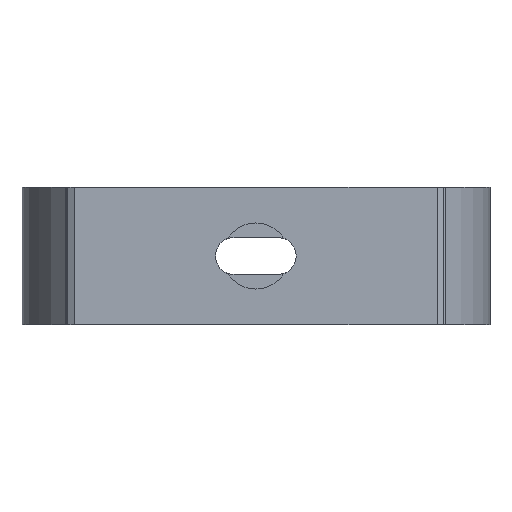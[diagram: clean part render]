
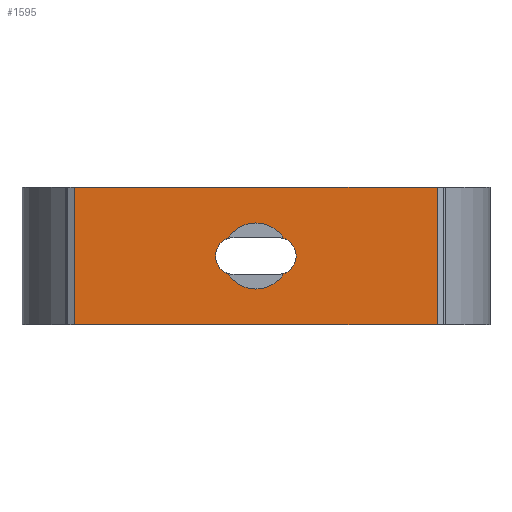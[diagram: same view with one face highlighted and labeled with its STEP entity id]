
A CAD part, front view. The second image highlights one B-rep face of the part: STEP entity #1595.
In plain terms, the highlighted planar face has unit normal (0, -1, 0).
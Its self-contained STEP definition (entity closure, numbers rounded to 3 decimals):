
#43 = DIRECTION ( 'NONE',  ( 0., 0., -1. ) ) ;
#98 = CIRCLE ( 'NONE', #1288, 4.1 ) ;
#171 = ORIENTED_EDGE ( 'NONE', *, *, #952, .T. ) ;
#179 = EDGE_LOOP ( 'NONE', ( #433, #1584, #171, #1835 ) ) ;
#220 = CARTESIAN_POINT ( 'NONE',  ( -2.659, -51., 0. ) ) ;
#247 = ORIENTED_EDGE ( 'NONE', *, *, #1830, .F. ) ;
#323 = VERTEX_POINT ( 'NONE', #1634 ) ;
#376 = CARTESIAN_POINT ( 'NONE',  ( 22.5, -51., 8.5 ) ) ;
#383 = VECTOR ( 'NONE', #1164, 1000. ) ;
#417 = DIRECTION ( 'NONE',  ( 1., 0., 0. ) ) ;
#430 = DIRECTION ( 'NONE',  ( 0., 0., -1. ) ) ;
#433 = ORIENTED_EDGE ( 'NONE', *, *, #1459, .F. ) ;
#504 = VERTEX_POINT ( 'NONE', #2470 ) ;
#541 = EDGE_LOOP ( 'NONE', ( #247, #2578, #1309, #2186, #1656 ) ) ;
#642 = EDGE_CURVE ( 'NONE', #1970, #3014, #1963, .T. ) ;
#646 = EDGE_CURVE ( 'NONE', #2597, #1124, #1061, .T. ) ;
#661 = CARTESIAN_POINT ( 'NONE',  ( -22.5, -51., -8.5 ) ) ;
#737 = VERTEX_POINT ( 'NONE', #2338 ) ;
#762 = VERTEX_POINT ( 'NONE', #1108 ) ;
#861 = VERTEX_POINT ( 'NONE', #376 ) ;
#879 = DIRECTION ( 'NONE',  ( 0., 0., -1. ) ) ;
#880 = EDGE_CURVE ( 'NONE', #737, #323, #911, .T. ) ;
#911 = CIRCLE ( 'NONE', #1342, 2.341 ) ;
#912 = PLANE ( 'NONE',  #2756 ) ;
#931 = DIRECTION ( 'NONE',  ( 0., -1., 0. ) ) ;
#952 = EDGE_CURVE ( 'NONE', #1970, #504, #2115, .T. ) ;
#1054 = VECTOR ( 'NONE', #417, 1000. ) ;
#1061 = CIRCLE ( 'NONE', #2414, 4.1 ) ;
#1069 = CARTESIAN_POINT ( 'NONE',  ( -22.5, -51., -8.5 ) ) ;
#1075 = LINE ( 'NONE', #2655, #383 ) ;
#1108 = CARTESIAN_POINT ( 'NONE',  ( 3.46, -51., 2.2 ) ) ;
#1124 = VERTEX_POINT ( 'NONE', #1714 ) ;
#1133 = VECTOR ( 'NONE', #2739, 1000. ) ;
#1164 = DIRECTION ( 'NONE',  ( 0., 0., 1. ) ) ;
#1202 = AXIS2_PLACEMENT_3D ( 'NONE', #2962, #2716, #1510 ) ;
#1254 = CARTESIAN_POINT ( 'NONE',  ( 0., -51., 0. ) ) ;
#1288 = AXIS2_PLACEMENT_3D ( 'NONE', #1254, #1501, #43 ) ;
#1309 = ORIENTED_EDGE ( 'NONE', *, *, #646, .F. ) ;
#1314 = DIRECTION ( 'NONE',  ( 0., -1., 0. ) ) ;
#1342 = AXIS2_PLACEMENT_3D ( 'NONE', #220, #2138, #3111 ) ;
#1357 = FACE_OUTER_BOUND ( 'NONE', #179, .T. ) ;
#1459 = EDGE_CURVE ( 'NONE', #3014, #861, #3146, .T. ) ;
#1469 = EDGE_CURVE ( 'NONE', #737, #2597, #2259, .T. ) ;
#1501 = DIRECTION ( 'NONE',  ( 0., -1., 0. ) ) ;
#1510 = DIRECTION ( 'NONE',  ( 0., 0., 1. ) ) ;
#1584 = ORIENTED_EDGE ( 'NONE', *, *, #642, .F. ) ;
#1595 = ADVANCED_FACE ( 'NONE', ( #1357, #3143 ), #912, .T. ) ;
#1634 = CARTESIAN_POINT ( 'NONE',  ( -3.46, -51., 2.2 ) ) ;
#1656 = ORIENTED_EDGE ( 'NONE', *, *, #880, .T. ) ;
#1714 = CARTESIAN_POINT ( 'NONE',  ( 3.46, -51., -2.2 ) ) ;
#1753 = DIRECTION ( 'NONE',  ( 0., 0., -1. ) ) ;
#1830 = EDGE_CURVE ( 'NONE', #762, #323, #98, .T. ) ;
#1835 = ORIENTED_EDGE ( 'NONE', *, *, #2708, .T. ) ;
#1846 = CARTESIAN_POINT ( 'NONE',  ( -22.5, -51., 8.5 ) ) ;
#1851 = VECTOR ( 'NONE', #2125, 1000. ) ;
#1888 = CARTESIAN_POINT ( 'NONE',  ( 0., -51., -8.5 ) ) ;
#1945 = CIRCLE ( 'NONE', #1202, 2.341 ) ;
#1963 = LINE ( 'NONE', #1069, #1133 ) ;
#1970 = VERTEX_POINT ( 'NONE', #661 ) ;
#2037 = CARTESIAN_POINT ( 'NONE',  ( 0., -51., 0. ) ) ;
#2079 = CARTESIAN_POINT ( 'NONE',  ( 0., -51., -8.5 ) ) ;
#2115 = LINE ( 'NONE', #1888, #1851 ) ;
#2125 = DIRECTION ( 'NONE',  ( 1., 0., 0. ) ) ;
#2138 = DIRECTION ( 'NONE',  ( 0., 1., 0. ) ) ;
#2142 = CARTESIAN_POINT ( 'NONE',  ( 0., -51., 0. ) ) ;
#2162 = CARTESIAN_POINT ( 'NONE',  ( 0., -51., -4.1 ) ) ;
#2186 = ORIENTED_EDGE ( 'NONE', *, *, #1469, .F. ) ;
#2259 = CIRCLE ( 'NONE', #3150, 4.1 ) ;
#2324 = DIRECTION ( 'NONE',  ( 0., -1., 0. ) ) ;
#2338 = CARTESIAN_POINT ( 'NONE',  ( -3.46, -51., -2.2 ) ) ;
#2414 = AXIS2_PLACEMENT_3D ( 'NONE', #2037, #1314, #1753 ) ;
#2470 = CARTESIAN_POINT ( 'NONE',  ( 22.5, -51., -8.5 ) ) ;
#2578 = ORIENTED_EDGE ( 'NONE', *, *, #2834, .F. ) ;
#2597 = VERTEX_POINT ( 'NONE', #2162 ) ;
#2655 = CARTESIAN_POINT ( 'NONE',  ( 22.5, -51., -8.5 ) ) ;
#2708 = EDGE_CURVE ( 'NONE', #504, #861, #1075, .T. ) ;
#2716 = DIRECTION ( 'NONE',  ( 0., -1., 0. ) ) ;
#2739 = DIRECTION ( 'NONE',  ( 0., 0., 1. ) ) ;
#2756 = AXIS2_PLACEMENT_3D ( 'NONE', #2079, #2324, #879 ) ;
#2834 = EDGE_CURVE ( 'NONE', #1124, #762, #1945, .T. ) ;
#2962 = CARTESIAN_POINT ( 'NONE',  ( 2.659, -51., 0. ) ) ;
#3014 = VERTEX_POINT ( 'NONE', #1846 ) ;
#3111 = DIRECTION ( 'NONE',  ( 0., 0., 1. ) ) ;
#3124 = CARTESIAN_POINT ( 'NONE',  ( 0., -51., 8.5 ) ) ;
#3143 = FACE_BOUND ( 'NONE', #541, .T. ) ;
#3146 = LINE ( 'NONE', #3124, #1054 ) ;
#3150 = AXIS2_PLACEMENT_3D ( 'NONE', #2142, #931, #430 ) ;
